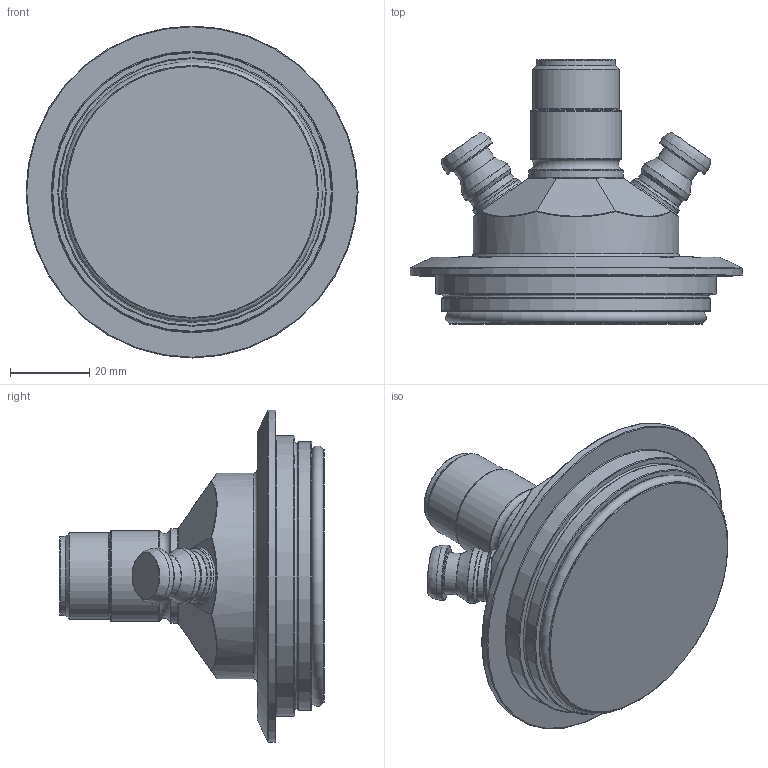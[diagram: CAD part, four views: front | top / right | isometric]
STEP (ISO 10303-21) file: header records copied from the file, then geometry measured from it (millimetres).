
FILE_DESCRIPTION(/* description */ (''),/* implementation_level */ '2;1');
FILE_NAME(/* name */ '850009.stp',/* time_stamp */ '2024-11-21T09:39:39+01:00',/* author */ ('mbs'),/* organization */ (''),/* preprocessor_version */ 'ST-DEVELOPER v20',/* originating_system */ 'Autodesk Inventor 2024',/* authorisation */ '');
FILE_SCHEMA (('AUTOMOTIVE_DESIGN { 1 0 10303 214 3 1 1 }'));
Length unit declared in the file: millimetre
Products named in the file (1): 850009
Bounding box: 84 x 67 x 84 mm (x, y, z)
Volume: 119320 mm3; surface area: 20113.8 mm2
Topology: 1 solids, 1 shells, 98 faces, 241 edges, 154 vertices
Faces by surface type: torus 41, plane 19, cylinder 19, bspline 10, cone 9
Full cylindrical faces by diameter (mm): 10.5 x2, 12.5 x2, 14 x6, 20 x1, 22 x1, 23 x1, 24 x1, 52 x1, 63.9 x1, 67.9 x1, 70.85 x1, 84 x1
Entity records: 3486 total; most frequent: CARTESIAN_POINT 866, DIRECTION 600, ORIENTED_EDGE 482, AXIS2_PLACEMENT_3D 278, EDGE_CURVE 241, CIRCLE 172, VERTEX_POINT 154, EDGE_LOOP 107
